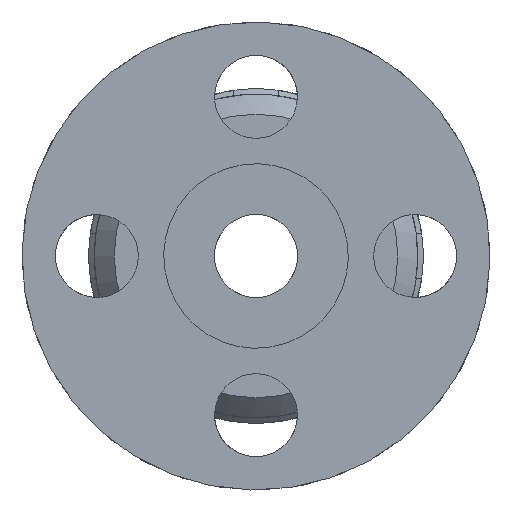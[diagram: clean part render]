
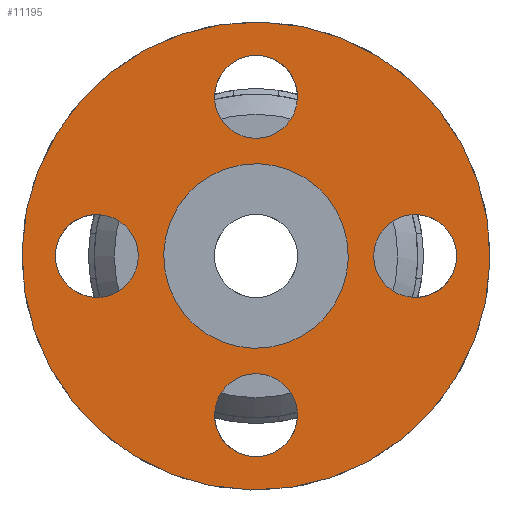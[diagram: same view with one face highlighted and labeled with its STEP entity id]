
A CAD part, front view. The second image highlights one B-rep face of the part: STEP entity #11195.
In plain terms, the highlighted face is planar.
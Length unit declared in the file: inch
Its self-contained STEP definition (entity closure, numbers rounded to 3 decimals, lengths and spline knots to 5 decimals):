
#11124=CARTESIAN_POINT('',(0.0,0.69,0.0));
#11125=DIRECTION('',(0.0,0.0,-1.0));
#11126=DIRECTION('',(-1.0,0.0,0.0));
#11127=AXIS2_PLACEMENT_3D('',#11124,#11125,#11126);
#11128=PLANE('',#11127);
#11129=CARTESIAN_POINT('',(0.83899,1.53577,0.));
#11130=VERTEX_POINT('',#11129);
#11131=CARTESIAN_POINT('',(0.0,0.0,0.));
#11132=DIRECTION('',(0.0,0.0,-1.0));
#11133=DIRECTION('',(1.0,0.0,0.0));
#11134=AXIS2_PLACEMENT_3D('',#11131,#11132,#11133);
#11135=CIRCLE('',#11134,1.75);
#11136=EDGE_CURVE('',#11130,#11130,#11135,.T.);
#11137=ORIENTED_EDGE('',*,*,#11136,.T.);
#11138=EDGE_LOOP('',(#11137));
#11139=FACE_OUTER_BOUND('',#11138,.T.);
#11140=CARTESIAN_POINT('',(0.14862,1.46205,0.));
#11141=VERTEX_POINT('',#11140);
#11142=CARTESIAN_POINT('',(0.,1.19,0.0));
#11143=DIRECTION('',(0.0,0.0,-1.0));
#11144=DIRECTION('',(1.0,0.0,0.0));
#11145=AXIS2_PLACEMENT_3D('',#11142,#11143,#11144);
#11146=CIRCLE('',#11145,0.31);
#11147=EDGE_CURVE('',#11141,#11141,#11146,.T.);
#11148=ORIENTED_EDGE('',*,*,#11147,.F.);
#11149=EDGE_LOOP('',(#11148));
#11150=FACE_BOUND('',#11149,.T.);
#11151=CARTESIAN_POINT('',(-1.46205,0.14862,0.));
#11152=VERTEX_POINT('',#11151);
#11153=CARTESIAN_POINT('',(-1.19,0.,0.0));
#11154=DIRECTION('',(0.0,0.0,-1.0));
#11155=DIRECTION('',(1.0,0.0,0.0));
#11156=AXIS2_PLACEMENT_3D('',#11153,#11154,#11155);
#11157=CIRCLE('',#11156,0.31);
#11158=EDGE_CURVE('',#11152,#11152,#11157,.T.);
#11159=ORIENTED_EDGE('',*,*,#11158,.F.);
#11160=EDGE_LOOP('',(#11159));
#11161=FACE_BOUND('',#11160,.T.);
#11162=CARTESIAN_POINT('',(-0.14862,-1.46205,0.));
#11163=VERTEX_POINT('',#11162);
#11164=CARTESIAN_POINT('',(0.,-1.19,0.0));
#11165=DIRECTION('',(0.0,0.0,-1.0));
#11166=DIRECTION('',(1.0,0.0,0.0));
#11167=AXIS2_PLACEMENT_3D('',#11164,#11165,#11166);
#11168=CIRCLE('',#11167,0.31);
#11169=EDGE_CURVE('',#11163,#11163,#11168,.T.);
#11170=ORIENTED_EDGE('',*,*,#11169,.F.);
#11171=EDGE_LOOP('',(#11170));
#11172=FACE_BOUND('',#11171,.T.);
#11173=CARTESIAN_POINT('',(0.3308,0.60553,0.0));
#11174=VERTEX_POINT('',#11173);
#11175=CARTESIAN_POINT('',(0.0,0.0,0.0));
#11176=DIRECTION('',(0.0,0.0,-1.0));
#11177=DIRECTION('',(1.0,0.0,0.0));
#11178=AXIS2_PLACEMENT_3D('',#11175,#11176,#11177);
#11179=CIRCLE('',#11178,0.69);
#11180=EDGE_CURVE('',#11174,#11174,#11179,.T.);
#11181=ORIENTED_EDGE('',*,*,#11180,.F.);
#11182=EDGE_LOOP('',(#11181));
#11183=FACE_BOUND('',#11182,.T.);
#11184=CARTESIAN_POINT('',(1.46205,-0.14862,0.));
#11185=VERTEX_POINT('',#11184);
#11186=CARTESIAN_POINT('',(1.19,0.0,0.0));
#11187=DIRECTION('',(0.0,0.0,-1.0));
#11188=DIRECTION('',(1.0,0.0,0.0));
#11189=AXIS2_PLACEMENT_3D('',#11186,#11187,#11188);
#11190=CIRCLE('',#11189,0.31);
#11191=EDGE_CURVE('',#11185,#11185,#11190,.T.);
#11192=ORIENTED_EDGE('',*,*,#11191,.F.);
#11193=EDGE_LOOP('',(#11192));
#11194=FACE_BOUND('',#11193,.T.);
#11195=ADVANCED_FACE('',(#11139,#11150,#11161,#11172,#11183,#11194),#11128,.T.);
